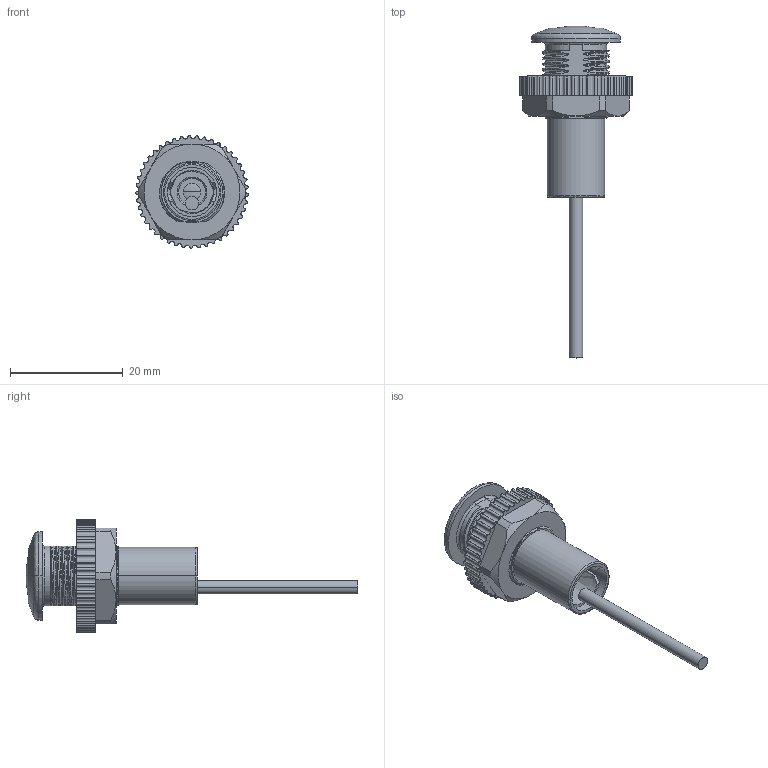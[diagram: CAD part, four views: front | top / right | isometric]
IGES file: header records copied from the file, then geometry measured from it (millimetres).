
Start section:  PTC IGES file: 146260.igs
Global section: file name: 146260.igs; native system: Pro/ENGINEER by Parametric Technology Corporation; preprocessor: 2009141; author: banengservice; organization: Unknown; date: 20091125.134035; units: inch
Bounding box: 19.98 x 58.88 x 19.98 mm (x, y, z)
Volume: 2894.9 mm3; surface area: 3250.2 mm2
Topology: 2 solids, 2 shells, 328 faces, 924 edges, 602 vertices
Faces by surface type: bspline 168, revolution 160
